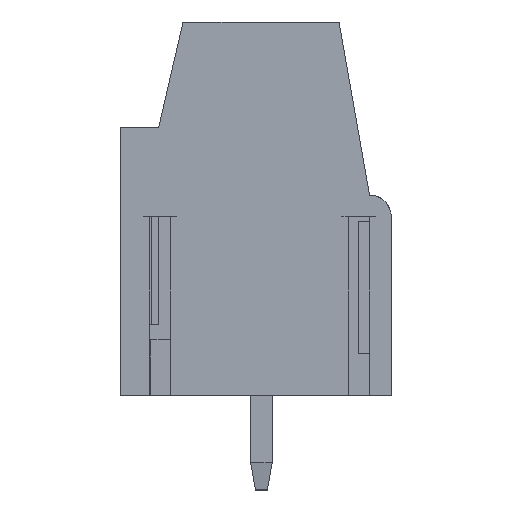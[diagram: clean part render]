
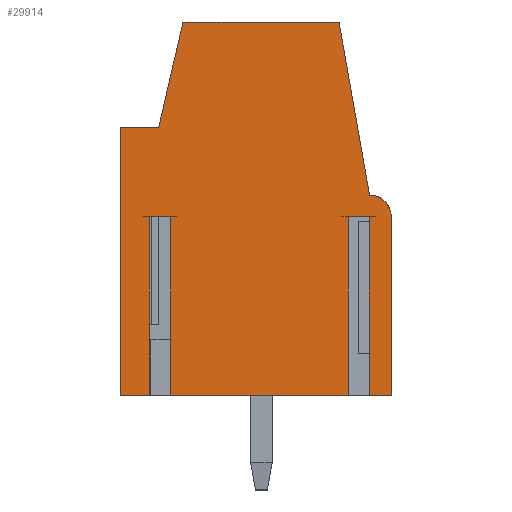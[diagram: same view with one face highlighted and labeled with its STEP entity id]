
A CAD part, left-side view. The second image highlights one B-rep face of the part: STEP entity #29914.
In plain terms, the highlighted planar face has unit normal (-1, 0, 0).
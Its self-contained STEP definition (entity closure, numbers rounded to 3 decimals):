
#29851=AXIS2_PLACEMENT_3D('Plane Axis2P3D',#29848,#29849,#29850) ;
#28826=CARTESIAN_POINT('Vertex',(0.,0.,3.5)) ;
#28829=CARTESIAN_POINT('Line Origine',(0.,0.405,3.5)) ;
#28833=CARTESIAN_POINT('Vertex',(0.,0.81,3.5)) ;
#28854=CARTESIAN_POINT('Vertex',(0.,1.59,3.5)) ;
#28857=CARTESIAN_POINT('Line Origine',(0.,4.875,3.5)) ;
#28861=CARTESIAN_POINT('Vertex',(0.,8.16,3.5)) ;
#28882=CARTESIAN_POINT('Vertex',(0.,8.94,3.5)) ;
#28885=CARTESIAN_POINT('Line Origine',(0.,9.47,3.5)) ;
#28889=CARTESIAN_POINT('Vertex',(0.,10.,3.5)) ;
#29333=CARTESIAN_POINT('Line Origine',(0.,10.,8.45)) ;
#29337=CARTESIAN_POINT('Vertex',(0.,10.,13.4)) ;
#29484=CARTESIAN_POINT('Vertex',(0.,8.6,13.4)) ;
#29487=CARTESIAN_POINT('Line Origine',(0.,8.15,15.35)) ;
#29491=CARTESIAN_POINT('Vertex',(0.,7.7,17.3)) ;
#29522=CARTESIAN_POINT('Line Origine',(0.,4.814,17.3)) ;
#29526=CARTESIAN_POINT('Vertex',(0.,1.928,17.3)) ;
#29589=CARTESIAN_POINT('Line Origine',(0.,1.364,14.1)) ;
#29593=CARTESIAN_POINT('Vertex',(0.,0.8,10.9)) ;
#29621=CARTESIAN_POINT('Control Point',(0.,0.,10.1)) ;
#29622=CARTESIAN_POINT('Control Point',(0.,0.,10.414)) ;
#29623=CARTESIAN_POINT('Control Point',(0.,0.168,10.732)) ;
#29624=CARTESIAN_POINT('Control Point',(0.,0.486,10.9)) ;
#29625=CARTESIAN_POINT('Control Point',(0.,0.8,10.9)) ;
#29626=CARTESIAN_POINT('Vertex',(0.,0.,10.1)) ;
#29655=CARTESIAN_POINT('Line Origine',(0.,0.,6.8)) ;
#29848=CARTESIAN_POINT('Axis2P3D Location',(0.,10.,0.3)) ;
#29853=CARTESIAN_POINT('Line Origine',(0.,1.59,6.8)) ;
#29857=CARTESIAN_POINT('Vertex',(0.,1.59,10.1)) ;
#29860=CARTESIAN_POINT('Line Origine',(0.,1.2,10.1)) ;
#29864=CARTESIAN_POINT('Vertex',(0.,0.81,10.1)) ;
#29867=CARTESIAN_POINT('Line Origine',(0.,0.81,6.8)) ;
#29872=CARTESIAN_POINT('Line Origine',(0.,9.3,13.4)) ;
#29877=CARTESIAN_POINT('Line Origine',(0.,8.94,6.8)) ;
#29881=CARTESIAN_POINT('Vertex',(0.,8.94,10.1)) ;
#29884=CARTESIAN_POINT('Line Origine',(0.,8.55,10.1)) ;
#29888=CARTESIAN_POINT('Vertex',(0.,8.16,10.1)) ;
#29891=CARTESIAN_POINT('Line Origine',(0.,8.16,6.8)) ;
#28830=DIRECTION('Vector Direction',(0.,-1.,0.)) ;
#28858=DIRECTION('Vector Direction',(0.,-1.,0.)) ;
#28886=DIRECTION('Vector Direction',(0.,-1.,0.)) ;
#29334=DIRECTION('Vector Direction',(0.,0.,-1.)) ;
#29488=DIRECTION('Vector Direction',(0.,0.225,-0.974)) ;
#29523=DIRECTION('Vector Direction',(0.,1.,0.)) ;
#29590=DIRECTION('Vector Direction',(0.,0.174,0.985)) ;
#29656=DIRECTION('Vector Direction',(0.,0.,1.)) ;
#29849=DIRECTION('Axis2P3D Direction',(-1.,0.,0.)) ;
#29850=DIRECTION('Axis2P3D XDirection',(0.,1.,0.)) ;
#29854=DIRECTION('Vector Direction',(0.,0.,1.)) ;
#29861=DIRECTION('Vector Direction',(0.,1.,0.)) ;
#29868=DIRECTION('Vector Direction',(0.,0.,1.)) ;
#29873=DIRECTION('Vector Direction',(0.,1.,0.)) ;
#29878=DIRECTION('Vector Direction',(0.,0.,1.)) ;
#29885=DIRECTION('Vector Direction',(0.,1.,0.)) ;
#29892=DIRECTION('Vector Direction',(0.,0.,1.)) ;
#28831=VECTOR('Line Direction',#28830,1.) ;
#28859=VECTOR('Line Direction',#28858,1.) ;
#28887=VECTOR('Line Direction',#28886,1.) ;
#29335=VECTOR('Line Direction',#29334,1.) ;
#29489=VECTOR('Line Direction',#29488,1.) ;
#29524=VECTOR('Line Direction',#29523,1.) ;
#29591=VECTOR('Line Direction',#29590,1.) ;
#29657=VECTOR('Line Direction',#29656,1.) ;
#29855=VECTOR('Line Direction',#29854,1.) ;
#29862=VECTOR('Line Direction',#29861,1.) ;
#29869=VECTOR('Line Direction',#29868,1.) ;
#29874=VECTOR('Line Direction',#29873,1.) ;
#29879=VECTOR('Line Direction',#29878,1.) ;
#29886=VECTOR('Line Direction',#29885,1.) ;
#29893=VECTOR('Line Direction',#29892,1.) ;
#29897=ORIENTED_EDGE('',*,*,#28863,.T.) ;
#29898=ORIENTED_EDGE('',*,*,#29859,.T.) ;
#29899=ORIENTED_EDGE('',*,*,#29866,.F.) ;
#29900=ORIENTED_EDGE('',*,*,#29871,.F.) ;
#29901=ORIENTED_EDGE('',*,*,#28835,.T.) ;
#29902=ORIENTED_EDGE('',*,*,#29659,.T.) ;
#29903=ORIENTED_EDGE('',*,*,#29628,.T.) ;
#29904=ORIENTED_EDGE('',*,*,#29595,.T.) ;
#29905=ORIENTED_EDGE('',*,*,#29528,.T.) ;
#29906=ORIENTED_EDGE('',*,*,#29493,.T.) ;
#29907=ORIENTED_EDGE('',*,*,#29876,.T.) ;
#29908=ORIENTED_EDGE('',*,*,#29339,.T.) ;
#29909=ORIENTED_EDGE('',*,*,#28891,.T.) ;
#29910=ORIENTED_EDGE('',*,*,#29883,.T.) ;
#29911=ORIENTED_EDGE('',*,*,#29890,.F.) ;
#29912=ORIENTED_EDGE('',*,*,#29895,.F.) ;
#29914=ADVANCED_FACE('HOUSING',(#29913),#29852,.T.) ;
#29620=B_SPLINE_CURVE_WITH_KNOTS('',4,(#29621,#29622,#29623,#29624,#29625),.UNSPECIFIED.,.F.,.U.,(5,5),(-0.628,0.628),.UNSPECIFIED.) ;
#28835=EDGE_CURVE('',#28834,#28827,#28832,.T.) ;
#28863=EDGE_CURVE('',#28862,#28855,#28860,.T.) ;
#28891=EDGE_CURVE('',#28890,#28883,#28888,.T.) ;
#29339=EDGE_CURVE('',#29338,#28890,#29336,.T.) ;
#29493=EDGE_CURVE('',#29492,#29485,#29490,.T.) ;
#29528=EDGE_CURVE('',#29527,#29492,#29525,.T.) ;
#29595=EDGE_CURVE('',#29594,#29527,#29592,.T.) ;
#29628=EDGE_CURVE('',#29627,#29594,#29620,.T.) ;
#29659=EDGE_CURVE('',#28827,#29627,#29658,.T.) ;
#29859=EDGE_CURVE('',#28855,#29858,#29856,.T.) ;
#29866=EDGE_CURVE('',#29865,#29858,#29863,.T.) ;
#29871=EDGE_CURVE('',#28834,#29865,#29870,.T.) ;
#29876=EDGE_CURVE('',#29485,#29338,#29875,.T.) ;
#29883=EDGE_CURVE('',#28883,#29882,#29880,.T.) ;
#29890=EDGE_CURVE('',#29889,#29882,#29887,.T.) ;
#29895=EDGE_CURVE('',#28862,#29889,#29894,.T.) ;
#29896=EDGE_LOOP('',(#29897,#29898,#29899,#29900,#29901,#29902,#29903,#29904,#29905,#29906,#29907,#29908,#29909,#29910,#29911,#29912)) ;
#29913=FACE_OUTER_BOUND('',#29896,.T.) ;
#28832=LINE('Line',#28829,#28831) ;
#28860=LINE('Line',#28857,#28859) ;
#28888=LINE('Line',#28885,#28887) ;
#29336=LINE('Line',#29333,#29335) ;
#29490=LINE('Line',#29487,#29489) ;
#29525=LINE('Line',#29522,#29524) ;
#29592=LINE('Line',#29589,#29591) ;
#29658=LINE('Line',#29655,#29657) ;
#29856=LINE('Line',#29853,#29855) ;
#29863=LINE('Line',#29860,#29862) ;
#29870=LINE('Line',#29867,#29869) ;
#29875=LINE('Line',#29872,#29874) ;
#29880=LINE('Line',#29877,#29879) ;
#29887=LINE('Line',#29884,#29886) ;
#29894=LINE('Line',#29891,#29893) ;
#29852=PLANE('',#29851) ;
#28827=VERTEX_POINT('',#28826) ;
#28834=VERTEX_POINT('',#28833) ;
#28855=VERTEX_POINT('',#28854) ;
#28862=VERTEX_POINT('',#28861) ;
#28883=VERTEX_POINT('',#28882) ;
#28890=VERTEX_POINT('',#28889) ;
#29338=VERTEX_POINT('',#29337) ;
#29485=VERTEX_POINT('',#29484) ;
#29492=VERTEX_POINT('',#29491) ;
#29527=VERTEX_POINT('',#29526) ;
#29594=VERTEX_POINT('',#29593) ;
#29627=VERTEX_POINT('',#29626) ;
#29858=VERTEX_POINT('',#29857) ;
#29865=VERTEX_POINT('',#29864) ;
#29882=VERTEX_POINT('',#29881) ;
#29889=VERTEX_POINT('',#29888) ;
